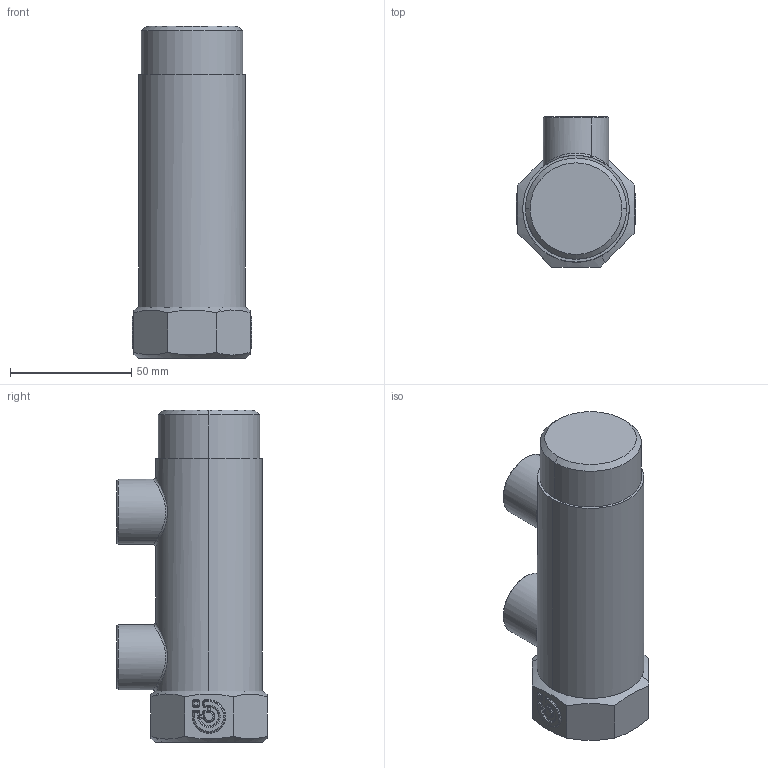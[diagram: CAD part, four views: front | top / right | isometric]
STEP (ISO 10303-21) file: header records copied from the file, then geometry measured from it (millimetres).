
FILE_DESCRIPTION(('CATIA V5 STEP Exchange'),'2;1');
FILE_NAME('STEP_592728_-_TST.stp','2017-07-07T09:10:32+00:00',('none'),('none'),'CATIA Version 5-6 Release 2014 SP5','CATIA V5 STEP AP203','none');
FILE_SCHEMA(('CONFIG_CONTROL_DESIGN'));
Length unit declared in the file: millimetre
Products named in the file (1): 592728 - TST
Bounding box: 49.4 x 62 x 137 mm (x, y, z)
Volume: 232304.9 mm3; surface area: 25533.6 mm2
Topology: 1 solids, 1 shells, 205 faces, 520 edges, 294 vertices
Faces by surface type: bspline 73, cylinder 68, torus 25, plane 21, cone 10, sphere 8
Entity records: 18293 total; most frequent: CARTESIAN_POINT 14376, ORIENTED_EDGE 982, EDGE_CURVE 491, DIRECTION 456, VERTEX_POINT 294, B_SPLINE_CURVE_WITH_KNOTS 275, AXIS2_PLACEMENT_3D 223, EDGE_LOOP 211
